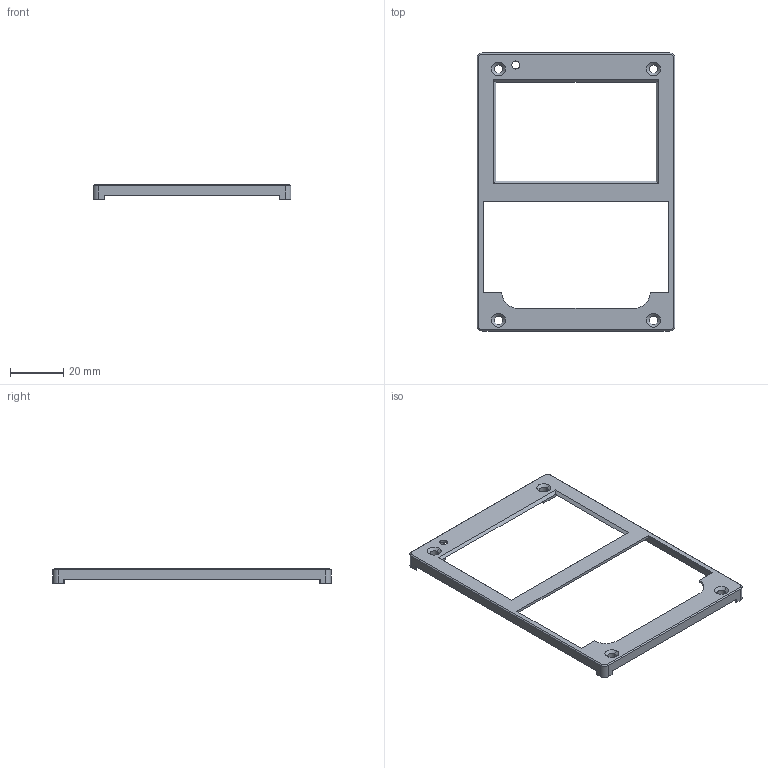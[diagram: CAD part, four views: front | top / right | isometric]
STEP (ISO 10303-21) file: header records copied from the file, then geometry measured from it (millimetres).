
FILE_DESCRIPTION (( 'STEP AP203' ), '1' );
FILE_NAME ('beepy_front.STEP', '2023-11-23T12:18:56', ( '' ), ( '' ), 'SwSTEP 2.0', 'SolidWorks 2020', '' );
FILE_SCHEMA (( 'CONFIG_CONTROL_DESIGN' ));
Length unit declared in the file: millimetre
Products named in the file (1): beepy_front
Bounding box: 74 x 104 x 5.57 mm (x, y, z)
Volume: 4781.2 mm3; surface area: 8204.2 mm2
Topology: 1 solids, 1 shells, 107 faces, 272 edges, 168 vertices
Faces by surface type: plane 65, cylinder 30, cone 12
Entity records: 3283 total; most frequent: DIRECTION 560, CARTESIAN_POINT 548, ORIENTED_EDGE 544, EDGE_CURVE 272, VECTOR 200, LINE 200, AXIS2_PLACEMENT_3D 180, VERTEX_POINT 168
